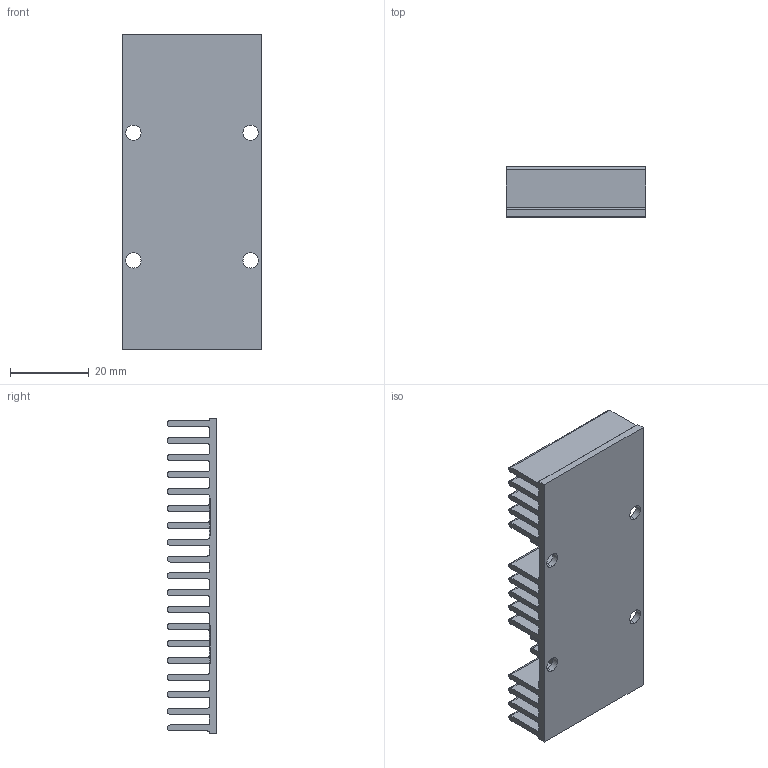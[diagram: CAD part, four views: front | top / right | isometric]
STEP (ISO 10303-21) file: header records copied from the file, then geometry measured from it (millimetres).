
FILE_DESCRIPTION (( 'STEP AP203' ), '1' );
FILE_NAME ('43809-08.STEP', '2016-05-04T14:39:49', ( 'Vicor User' ), ( 'Microsoft' ), 'SwSTEP 2.0', 'SolidWorks 2015', '' );
FILE_SCHEMA (( 'CONFIG_CONTROL_DESIGN' ));
Length unit declared in the file: millimetre
Products named in the file (2): Copy of 43812^43810; 43809-08
Assembly tree (1 placements, depth 2):
  43809-08
    Copy of 43812^43810
Bounding box: 35.56 x 12.7 x 80.07 mm (x, y, z)
Volume: 15043.7 mm3; surface area: 19050.4 mm2
Topology: 1 solids, 1 shells, 150 faces, 430 edges, 286 vertices
Faces by surface type: plane 81, cylinder 69
Entity records: 5150 total; most frequent: DIRECTION 878, CARTESIAN_POINT 870, ORIENTED_EDGE 860, EDGE_CURVE 430, AXIS2_PLACEMENT_3D 294, LINE 290, VECTOR 290, VERTEX_POINT 286
